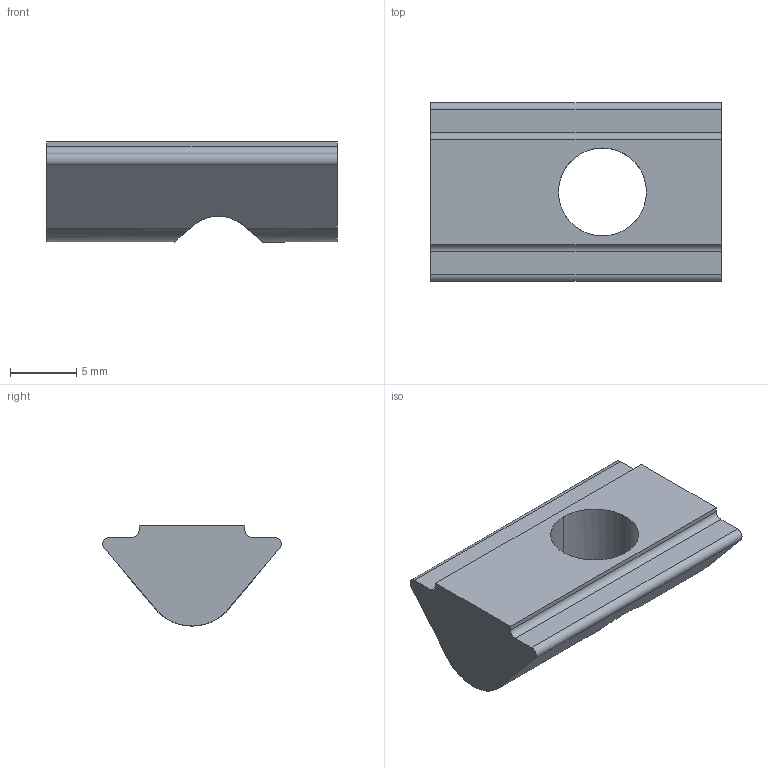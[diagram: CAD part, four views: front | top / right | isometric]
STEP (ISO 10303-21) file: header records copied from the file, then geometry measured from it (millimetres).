
FILE_DESCRIPTION((''),'2;1');
FILE_NAME('SV2106V.stp','2009-11-25T09:49:12',(''),(''),'Mechanical Desktop 2007','Mechanical Desktop 2007',', , ');
FILE_SCHEMA(('CONFIG_CONTROL_DESIGN'));
Length unit declared in the file: millimetre
Products named in the file (1): SV2106V
Bounding box: 22 x 13.5 x 7.57 mm (x, y, z)
Volume: 1207.5 mm3; surface area: 952.6 mm2
Topology: 1 solids, 1 shells, 17 faces, 48 edges, 32 vertices
Faces by surface type: plane 9, cylinder 8
Entity records: 703 total; most frequent: CARTESIAN_POINT 148, DIRECTION 98, ORIENTED_EDGE 96, EDGE_CURVE 48, AXIS2_PLACEMENT_3D 34, VERTEX_POINT 32, VECTOR 30, LINE 30
